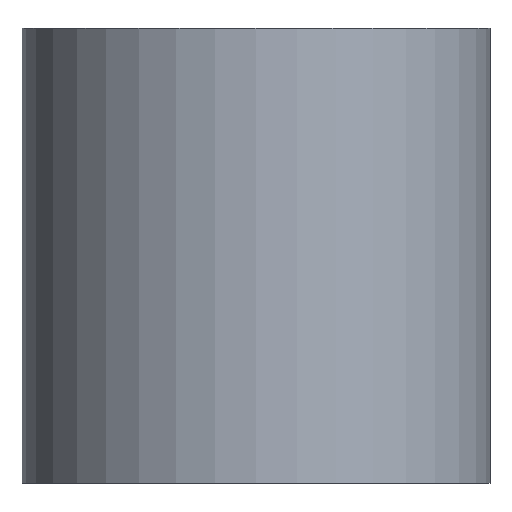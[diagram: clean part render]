
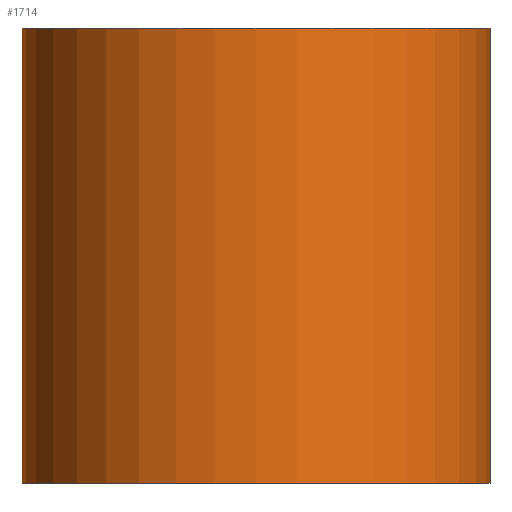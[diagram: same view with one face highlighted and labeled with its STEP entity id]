
A CAD part, top view. The second image highlights one B-rep face of the part: STEP entity #1714.
In plain terms, the highlighted cylindrical face has radius 18 mm (diameter 36 mm), a partial arc.
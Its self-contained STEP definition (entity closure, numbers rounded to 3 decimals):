
#124 = CARTESIAN_POINT ( 'NONE',  ( 17.8, 35., 0. ) ) ;
#185 = EDGE_CURVE ( 'NONE', #737, #658, #1766, .T. ) ;
#229 = ORIENTED_EDGE ( 'NONE', *, *, #2354, .F. ) ;
#322 = VERTEX_POINT ( 'NONE', #124 ) ;
#560 = VECTOR ( 'NONE', #2622, 1000. ) ;
#620 = FACE_OUTER_BOUND ( 'NONE', #1616, .T. ) ;
#630 = AXIS2_PLACEMENT_3D ( 'NONE', #2367, #1445, #1487 ) ;
#658 = VERTEX_POINT ( 'NONE', #978 ) ;
#692 = DIRECTION ( 'NONE',  ( 0., -1., 0. ) ) ;
#737 = VERTEX_POINT ( 'NONE', #1237 ) ;
#868 = CARTESIAN_POINT ( 'NONE',  ( 17.8, 35., 0. ) ) ;
#902 = DIRECTION ( 'NONE',  ( 1., 0., 0. ) ) ;
#978 = CARTESIAN_POINT ( 'NONE',  ( -18.2, 0., 0. ) ) ;
#1237 = CARTESIAN_POINT ( 'NONE',  ( -18.2, 35., 0. ) ) ;
#1395 = CARTESIAN_POINT ( 'NONE',  ( -0.2, 0., 0. ) ) ;
#1445 = DIRECTION ( 'NONE',  ( 0., -1., 0. ) ) ;
#1487 = DIRECTION ( 'NONE',  ( 1., 0., 0. ) ) ;
#1491 = AXIS2_PLACEMENT_3D ( 'NONE', #2825, #1932, #1518 ) ;
#1493 = CYLINDRICAL_SURFACE ( 'NONE', #1491, 18. ) ;
#1518 = DIRECTION ( 'NONE',  ( 0., 0., -1. ) ) ;
#1519 = EDGE_CURVE ( 'NONE', #1613, #658, #2897, .T. ) ;
#1544 = ORIENTED_EDGE ( 'NONE', *, *, #185, .T. ) ;
#1590 = ORIENTED_EDGE ( 'NONE', *, *, #1519, .F. ) ;
#1613 = VERTEX_POINT ( 'NONE', #2526 ) ;
#1616 = EDGE_LOOP ( 'NONE', ( #1590, #229, #1760, #1544 ) ) ;
#1714 = ADVANCED_FACE ( 'NONE', ( #620 ), #1493, .T. ) ;
#1718 = VECTOR ( 'NONE', #1770, 1000. ) ;
#1760 = ORIENTED_EDGE ( 'NONE', *, *, #2182, .T. ) ;
#1766 = LINE ( 'NONE', #2146, #560 ) ;
#1770 = DIRECTION ( 'NONE',  ( 0., -1., 0. ) ) ;
#1932 = DIRECTION ( 'NONE',  ( 0., -1., 0. ) ) ;
#2146 = CARTESIAN_POINT ( 'NONE',  ( -18.2, 35., 0. ) ) ;
#2182 = EDGE_CURVE ( 'NONE', #322, #737, #2369, .T. ) ;
#2354 = EDGE_CURVE ( 'NONE', #322, #1613, #2877, .T. ) ;
#2367 = CARTESIAN_POINT ( 'NONE',  ( -0.2, 35., 0. ) ) ;
#2369 = CIRCLE ( 'NONE', #630, 18. ) ;
#2429 = AXIS2_PLACEMENT_3D ( 'NONE', #1395, #692, #902 ) ;
#2526 = CARTESIAN_POINT ( 'NONE',  ( 17.8, 0., 0. ) ) ;
#2622 = DIRECTION ( 'NONE',  ( 0., -1., 0. ) ) ;
#2825 = CARTESIAN_POINT ( 'NONE',  ( -0.2, 35., 0. ) ) ;
#2877 = LINE ( 'NONE', #868, #1718 ) ;
#2897 = CIRCLE ( 'NONE', #2429, 18. ) ;
